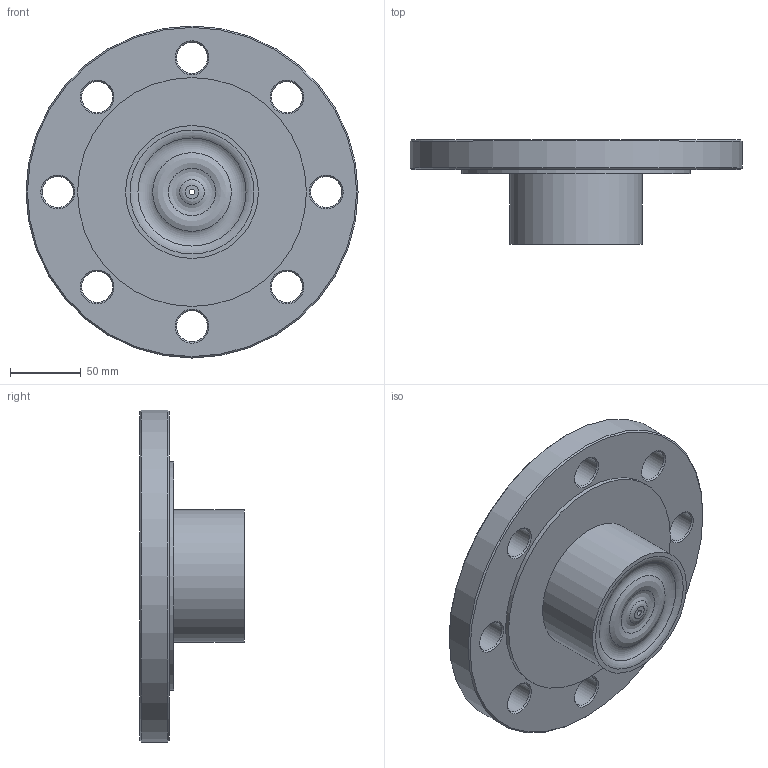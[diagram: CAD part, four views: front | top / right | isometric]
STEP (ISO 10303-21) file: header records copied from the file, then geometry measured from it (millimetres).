
FILE_DESCRIPTION(/* description */ (''),/* implementation_level */ '2;1');
FILE_NAME(/* name */ '31924.stp',/* time_stamp */ '2018-02-06T11:33:43+01:00',/* author */ ('acgl'),/* organization */ (''),/* preprocessor_version */ 'ST-DEVELOPER v15.6',/* originating_system */ 'Autodesk Inventor 2015',/* authorisation */ '');
FILE_SCHEMA (('AUTOMOTIVE_DESIGN { 1 0 10303 214 3 1 1 }'));
Length unit declared in the file: millimetre
Products named in the file (1): A0012933
Bounding box: 235 x 74 x 235 mm (x, y, z)
Volume: 1243091.8 mm3; surface area: 123826.7 mm2
Topology: 1 solids, 1 shells, 40 faces, 86 edges, 51 vertices
Faces by surface type: cone 18, cylinder 12, plane 5, torus 4, bspline 1
Full cylindrical faces by diameter (mm): 4 x1, 22 x8, 94 x1, 162 x1, 235 x1
Entity records: 990 total; most frequent: DIRECTION 180, CARTESIAN_POINT 170, ORIENTED_EDGE 102, EDGE_LOOP 95, AXIS2_PLACEMENT_3D 90, FACE_BOUND 55, EDGE_CURVE 51, CIRCLE 50
